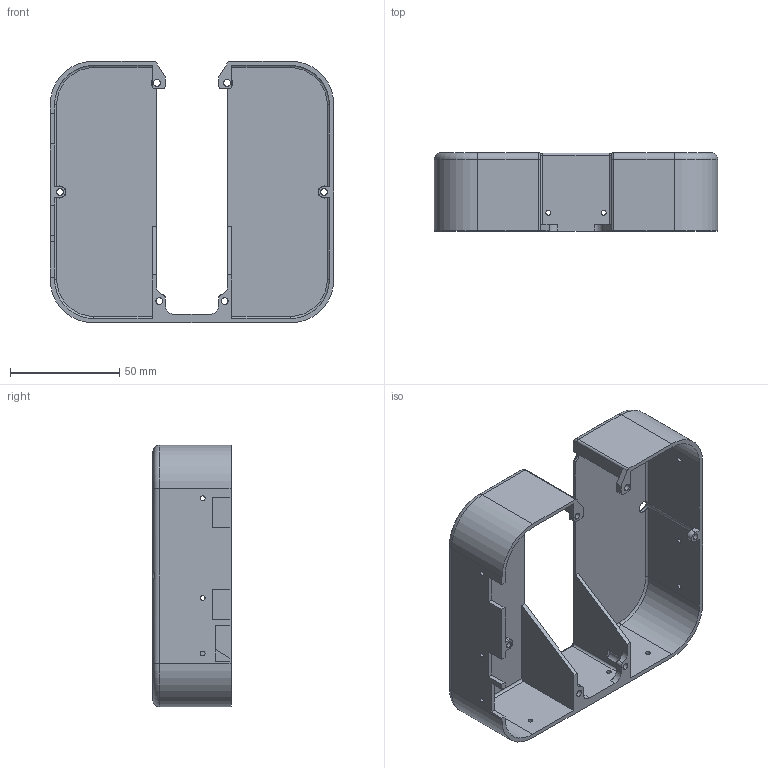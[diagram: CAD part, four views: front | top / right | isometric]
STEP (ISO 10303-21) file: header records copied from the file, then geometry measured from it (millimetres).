
FILE_DESCRIPTION (( 'STEP AP214' ), '1' );
FILE_NAME ('head_back_panel_v2.STEP', '2024-08-12T20:14:36', ( '' ), ( '' ), 'SwSTEP 2.0', 'SolidWorks 2018', '' );
FILE_SCHEMA (( 'AUTOMOTIVE_DESIGN' ));
Length unit declared in the file: millimetre
Products named in the file (1): head_back_panel_v2
Bounding box: 130 x 35.75 x 120 mm (x, y, z)
Volume: 57573.5 mm3; surface area: 57289.2 mm2
Topology: 1 solids, 1 shells, 165 faces, 463 edges, 296 vertices
Faces by surface type: cylinder 82, plane 61, torus 20, bspline 2
Entity records: 5771 total; most frequent: CARTESIAN_POINT 1275, DIRECTION 973, ORIENTED_EDGE 926, EDGE_CURVE 463, AXIS2_PLACEMENT_3D 358, VERTEX_POINT 296, LINE 257, VECTOR 257
